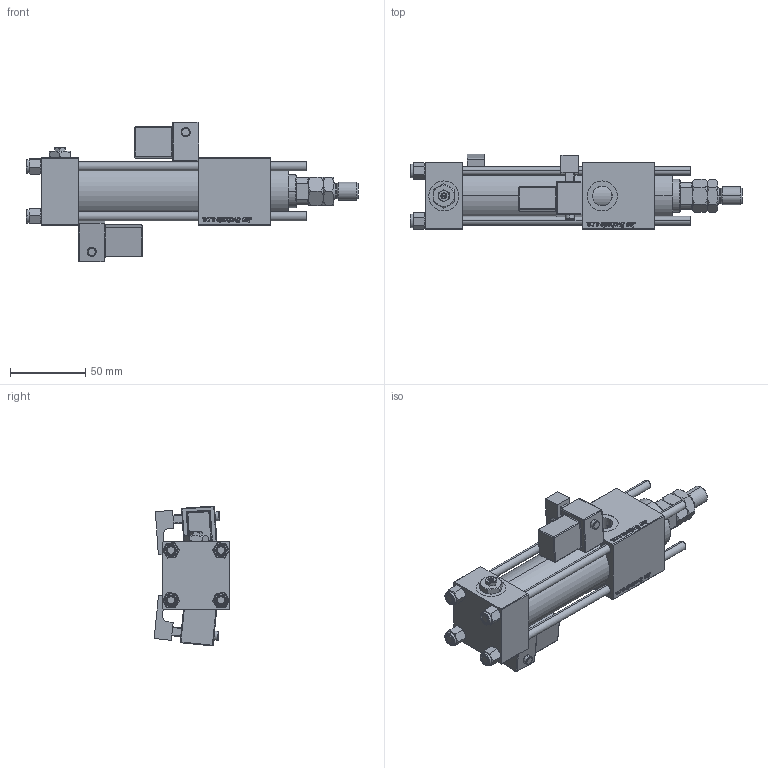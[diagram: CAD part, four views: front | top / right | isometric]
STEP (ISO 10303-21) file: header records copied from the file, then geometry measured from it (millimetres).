
FILE_DESCRIPTION (( 'STEP AP203' ), '1' );
FILE_NAME ('cd58.STEP', '2022-04-15T01:17:12', ( '' ), ( '' ), 'SwSTEP 2.0', 'SolidWorks 2019', '' );
FILE_SCHEMA (( 'CONFIG_CONTROL_DESIGN' ));
Length unit declared in the file: millimetre
Products named in the file (9): cd58; V215CR_MSU e15d2e9d6f27321794a3d50bacde06ce; NUT_M5_B e15d2e9d6f27321794a3d50bacde06ce; MTA e15d2e9d6f27321794a3d50bacde06ce; Zatka_pro_OIL_PORT e15d2e9d6f27321794a3d50bacde06ce; V215CR_B_TYCINKA e15d2e9d6f27321794a3d50bacde06ce; V215CR_VCP_B e15d2e9d6f27321794a3d50bacde06ce; V215_VC_A e15d2e9d6f27321794a3d50bacde06ce; V215CR_B-1 e15d2e9d6f27321794a3d50bacde06ce
Assembly tree (15 placements, depth 2):
  cd58
    V215CR_B-1 e15d2e9d6f27321794a3d50bacde06ce
    V215CR_VCP_B e15d2e9d6f27321794a3d50bacde06ce
    NUT_M5_B e15d2e9d6f27321794a3d50bacde06ce  x4
    V215CR_B_TYCINKA e15d2e9d6f27321794a3d50bacde06ce  x4
    V215_VC_A e15d2e9d6f27321794a3d50bacde06ce
    MTA e15d2e9d6f27321794a3d50bacde06ce
    V215CR_MSU e15d2e9d6f27321794a3d50bacde06ce  x2
    Zatka_pro_OIL_PORT e15d2e9d6f27321794a3d50bacde06ce
Bounding box: 221 x 50.4 x 93.13 mm (x, y, z)
Volume: 285810.9 mm3; surface area: 103119 mm2
Topology: 15 solids, 15 shells, 1415 faces, 3528 edges, 2233 vertices
Faces by surface type: plane 531, bspline 504, cone 186, cylinder 148, sphere 24, torus 22
Entity records: 62394 total; most frequent: CARTESIAN_POINT 35457, ORIENTED_EDGE 6154, DIRECTION 3715, EDGE_CURVE 3077, VERTEX_POINT 1989, VECTOR 1613, LINE 1613, EDGE_LOOP 1348
